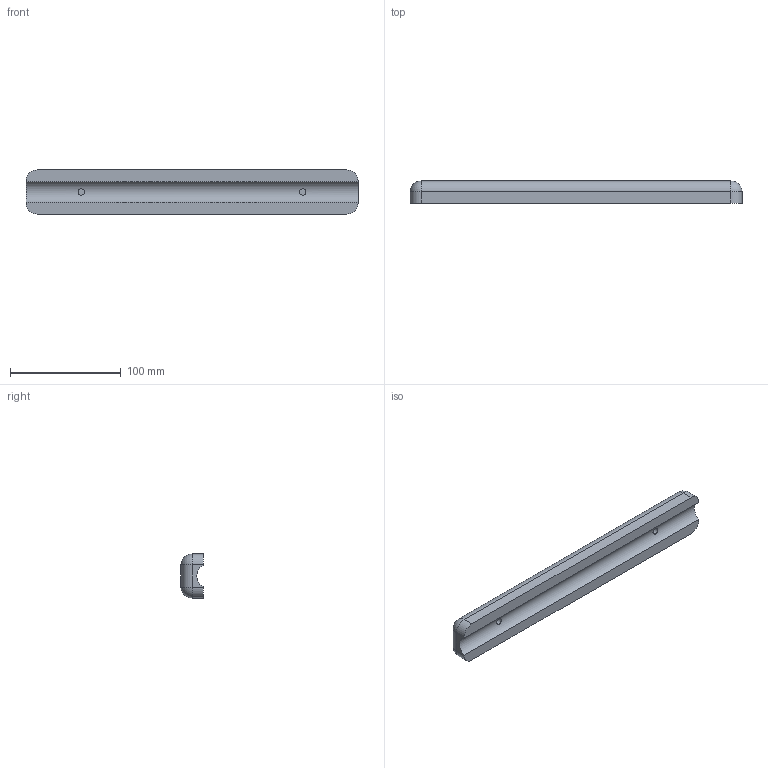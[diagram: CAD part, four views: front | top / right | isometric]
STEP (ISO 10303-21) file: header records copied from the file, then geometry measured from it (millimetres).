
FILE_DESCRIPTION (( 'STEP AP214' ), '1' );
FILE_NAME ('6.STEP', '2022-08-10T02:24:00', ( '' ), ( '' ), 'SwSTEP 2.0', 'SolidWorks 2022', '' );
FILE_SCHEMA (( 'AUTOMOTIVE_DESIGN' ));
Length unit declared in the file: metre
Products named in the file (1): 6
Bounding box: 300 x 20 x 40 mm (x, y, z)
Volume: 201392.8 mm3; surface area: 35488.2 mm2
Topology: 1 solids, 1 shells, 26 faces, 58 edges, 32 vertices
Faces by surface type: cylinder 13, plane 9, sphere 4
Entity records: 830 total; most frequent: CARTESIAN_POINT 233, DIRECTION 126, ORIENTED_EDGE 108, EDGE_CURVE 54, AXIS2_PLACEMENT_3D 49, VERTEX_POINT 32, VECTOR 28, EDGE_LOOP 28
